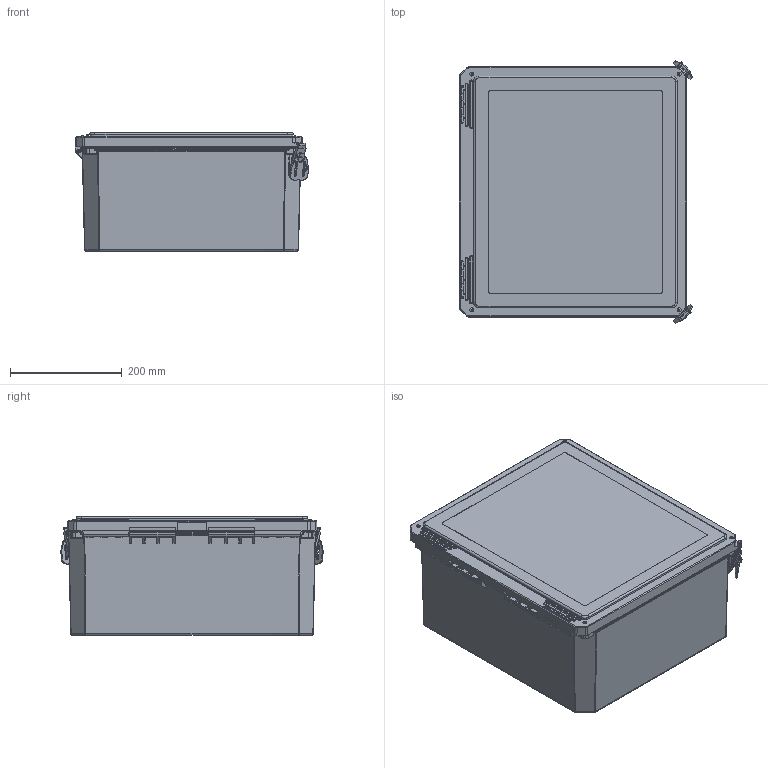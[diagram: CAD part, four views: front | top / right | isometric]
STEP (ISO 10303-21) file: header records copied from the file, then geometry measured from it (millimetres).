
FILE_DESCRIPTION (( 'STEP AP214' ), '1' );
FILE_NAME ('FRW161408HLL.STEP', '2018-11-02T17:32:04', ( '' ), ( '' ), 'SwSTEP 2.0', 'SolidWorks 2018', '' );
FILE_SCHEMA (( 'AUTOMOTIVE_DESIGN' ));
Length unit declared in the file: inch
Products named in the file (1): FRW161408HLL
Bounding box: 416.68 x 469.12 x 211.92 mm (x, y, z)
Volume: 3325771.3 mm3; surface area: 1485873 mm2
Topology: 38 solids, 38 shells, 2367 faces, 5801 edges, 3457 vertices
Faces by surface type: cylinder 932, plane 826, bspline 549, cone 48, torus 12
Full cylindrical faces by diameter (mm): 1.267 x4, 1.27 x2, 2.489 x4, 3.429 x4, 3.48 x4, 3.81 x4, 3.861 x8, 3.962 x16, 5.08 x4, 5.3 x4, 5.563 x2, 5.766 x2, 6.248 x16, 6.401 x4, 6.426 x4, 7.937 x1, 7.938 x1, 9.22 x2, 11.049 x2, 15.24 x2
Entity records: 126091 total; most frequent: CARTESIAN_POINT 45479, ORIENTED_EDGE 11138, DIRECTION 8521, EDGE_CURVE 5569, VERTEX_POINT 3424, AXIS2_PLACEMENT_3D 2865, VECTOR 2791, LINE 2791
